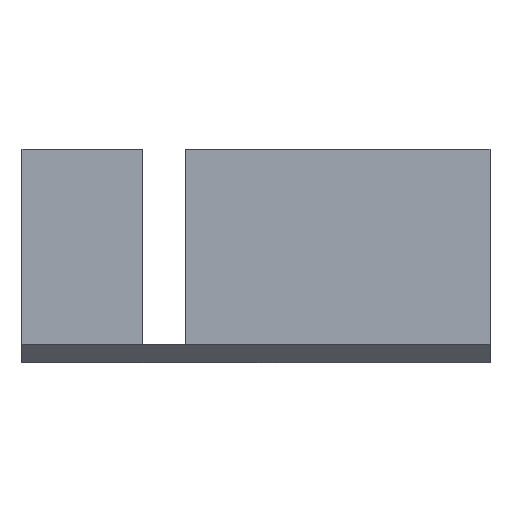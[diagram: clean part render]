
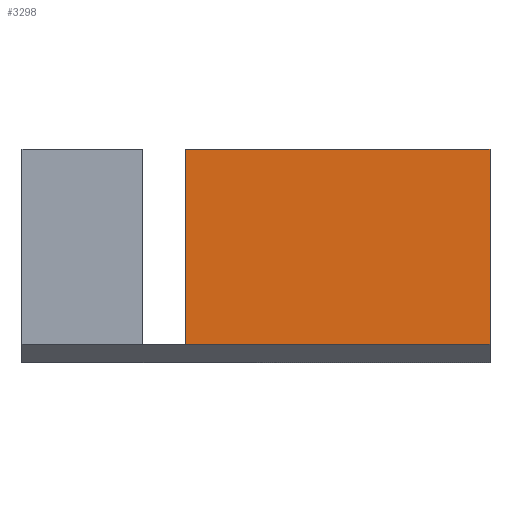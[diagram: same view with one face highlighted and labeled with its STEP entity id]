
A CAD part, front view. The second image highlights one B-rep face of the part: STEP entity #3298.
In plain terms, the highlighted planar face has unit normal (0, -1, 0).
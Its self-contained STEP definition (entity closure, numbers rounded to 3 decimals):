
#106 = PLANE('',#107);
#107 = AXIS2_PLACEMENT_3D('',#108,#109,#110);
#108 = CARTESIAN_POINT('',(30.,16.5,0.));
#109 = DIRECTION('',(-1.,0.,0.));
#110 = DIRECTION('',(0.,-1.,0.));
#821 = PLANE('',#822);
#822 = AXIS2_PLACEMENT_3D('',#823,#824,#825);
#823 = CARTESIAN_POINT('',(10.5,-13.1,7.45));
#824 = DIRECTION('',(1.,0.,-0.));
#825 = DIRECTION('',(0.,1.,0.));
#1345 = EDGE_CURVE('',#1346,#1348,#1350,.T.);
#1346 = VERTEX_POINT('',#1347);
#1347 = CARTESIAN_POINT('',(10.5,-16.5,13.7));
#1348 = VERTEX_POINT('',#1349);
#1349 = CARTESIAN_POINT('',(10.5,-16.5,1.2));
#1350 = SURFACE_CURVE('',#1351,(#1355,#1362),.PCURVE_S1.);
#1351 = LINE('',#1352,#1353);
#1352 = CARTESIAN_POINT('',(10.5,-16.5,7.45));
#1353 = VECTOR('',#1354,1.);
#1354 = DIRECTION('',(0.,0.,-1.));
#1355 = PCURVE('',#821,#1356);
#1356 = DEFINITIONAL_REPRESENTATION('',(#1357),#1361);
#1357 = LINE('',#1358,#1359);
#1358 = CARTESIAN_POINT('',(-3.4,0.));
#1359 = VECTOR('',#1360,1.);
#1360 = DIRECTION('',(0.,-1.));
#1361 = ( GEOMETRIC_REPRESENTATION_CONTEXT(2) 
PARAMETRIC_REPRESENTATION_CONTEXT() REPRESENTATION_CONTEXT('2D SPACE',''
  ) );
#1362 = PCURVE('',#1363,#1368);
#1363 = PLANE('',#1364);
#1364 = AXIS2_PLACEMENT_3D('',#1365,#1366,#1367);
#1365 = CARTESIAN_POINT('',(0.,-16.5,0.));
#1366 = DIRECTION('',(0.,-1.,0.));
#1367 = DIRECTION('',(1.,0.,0.));
#1368 = DEFINITIONAL_REPRESENTATION('',(#1369),#1373);
#1369 = LINE('',#1370,#1371);
#1370 = CARTESIAN_POINT('',(10.5,7.45));
#1371 = VECTOR('',#1372,1.);
#1372 = DIRECTION('',(0.,-1.));
#1373 = ( GEOMETRIC_REPRESENTATION_CONTEXT(2) 
PARAMETRIC_REPRESENTATION_CONTEXT() REPRESENTATION_CONTEXT('2D SPACE',''
  ) );
#1391 = PLANE('',#1392);
#1392 = AXIS2_PLACEMENT_3D('',#1393,#1394,#1395);
#1393 = CARTESIAN_POINT('',(0.,0.,13.7));
#1394 = DIRECTION('',(0.,0.,1.));
#1395 = DIRECTION('',(0.,-1.,0.));
#2162 = PLANE('',#2163);
#2163 = AXIS2_PLACEMENT_3D('',#2164,#2165,#2166);
#2164 = CARTESIAN_POINT('',(-6.,-15.3,0.));
#2165 = DIRECTION('',(0.,-0.707,-0.707));
#2166 = DIRECTION('',(1.,0.,0.));
#2402 = EDGE_CURVE('',#1346,#2403,#2405,.T.);
#2403 = VERTEX_POINT('',#2404);
#2404 = CARTESIAN_POINT('',(30.,-16.5,13.7));
#2405 = SURFACE_CURVE('',#2406,(#2410,#2417),.PCURVE_S1.);
#2406 = LINE('',#2407,#2408);
#2407 = CARTESIAN_POINT('',(20.25,-16.5,13.7));
#2408 = VECTOR('',#2409,1.);
#2409 = DIRECTION('',(1.,0.,0.));
#2410 = PCURVE('',#1391,#2411);
#2411 = DEFINITIONAL_REPRESENTATION('',(#2412),#2416);
#2412 = LINE('',#2413,#2414);
#2413 = CARTESIAN_POINT('',(16.5,20.25));
#2414 = VECTOR('',#2415,1.);
#2415 = DIRECTION('',(0.,1.));
#2416 = ( GEOMETRIC_REPRESENTATION_CONTEXT(2) 
PARAMETRIC_REPRESENTATION_CONTEXT() REPRESENTATION_CONTEXT('2D SPACE',''
  ) );
#2417 = PCURVE('',#1363,#2418);
#2418 = DEFINITIONAL_REPRESENTATION('',(#2419),#2423);
#2419 = LINE('',#2420,#2421);
#2420 = CARTESIAN_POINT('',(20.25,13.7));
#2421 = VECTOR('',#2422,1.);
#2422 = DIRECTION('',(1.,0.));
#2423 = ( GEOMETRIC_REPRESENTATION_CONTEXT(2) 
PARAMETRIC_REPRESENTATION_CONTEXT() REPRESENTATION_CONTEXT('2D SPACE',''
  ) );
#3298 = ADVANCED_FACE('',(#3299),#1363,.T.);
#3299 = FACE_BOUND('',#3300,.T.);
#3300 = EDGE_LOOP('',(#3301,#3324,#3325,#3326));
#3301 = ORIENTED_EDGE('',*,*,#3302,.T.);
#3302 = EDGE_CURVE('',#3303,#2403,#3305,.T.);
#3303 = VERTEX_POINT('',#3304);
#3304 = CARTESIAN_POINT('',(30.,-16.5,1.2));
#3305 = SURFACE_CURVE('',#3306,(#3310,#3317),.PCURVE_S1.);
#3306 = LINE('',#3307,#3308);
#3307 = CARTESIAN_POINT('',(30.,-16.5,7.45));
#3308 = VECTOR('',#3309,1.);
#3309 = DIRECTION('',(0.,0.,1.));
#3310 = PCURVE('',#1363,#3311);
#3311 = DEFINITIONAL_REPRESENTATION('',(#3312),#3316);
#3312 = LINE('',#3313,#3314);
#3313 = CARTESIAN_POINT('',(30.,7.45));
#3314 = VECTOR('',#3315,1.);
#3315 = DIRECTION('',(0.,1.));
#3316 = ( GEOMETRIC_REPRESENTATION_CONTEXT(2) 
PARAMETRIC_REPRESENTATION_CONTEXT() REPRESENTATION_CONTEXT('2D SPACE',''
  ) );
#3317 = PCURVE('',#106,#3318);
#3318 = DEFINITIONAL_REPRESENTATION('',(#3319),#3323);
#3319 = LINE('',#3320,#3321);
#3320 = CARTESIAN_POINT('',(33.,7.45));
#3321 = VECTOR('',#3322,1.);
#3322 = DIRECTION('',(0.,1.));
#3323 = ( GEOMETRIC_REPRESENTATION_CONTEXT(2) 
PARAMETRIC_REPRESENTATION_CONTEXT() REPRESENTATION_CONTEXT('2D SPACE',''
  ) );
#3324 = ORIENTED_EDGE('',*,*,#2402,.F.);
#3325 = ORIENTED_EDGE('',*,*,#1345,.T.);
#3326 = ORIENTED_EDGE('',*,*,#3327,.T.);
#3327 = EDGE_CURVE('',#1348,#3303,#3328,.T.);
#3328 = SURFACE_CURVE('',#3329,(#3333,#3340),.PCURVE_S1.);
#3329 = LINE('',#3330,#3331);
#3330 = CARTESIAN_POINT('',(20.25,-16.5,1.2));
#3331 = VECTOR('',#3332,1.);
#3332 = DIRECTION('',(1.,0.,0.));
#3333 = PCURVE('',#1363,#3334);
#3334 = DEFINITIONAL_REPRESENTATION('',(#3335),#3339);
#3335 = LINE('',#3336,#3337);
#3336 = CARTESIAN_POINT('',(20.25,1.2));
#3337 = VECTOR('',#3338,1.);
#3338 = DIRECTION('',(1.,0.));
#3339 = ( GEOMETRIC_REPRESENTATION_CONTEXT(2) 
PARAMETRIC_REPRESENTATION_CONTEXT() REPRESENTATION_CONTEXT('2D SPACE',''
  ) );
#3340 = PCURVE('',#2162,#3341);
#3341 = DEFINITIONAL_REPRESENTATION('',(#3342),#3346);
#3342 = LINE('',#3343,#3344);
#3343 = CARTESIAN_POINT('',(26.25,1.697));
#3344 = VECTOR('',#3345,1.);
#3345 = DIRECTION('',(1.,0.));
#3346 = ( GEOMETRIC_REPRESENTATION_CONTEXT(2) 
PARAMETRIC_REPRESENTATION_CONTEXT() REPRESENTATION_CONTEXT('2D SPACE',''
  ) );
